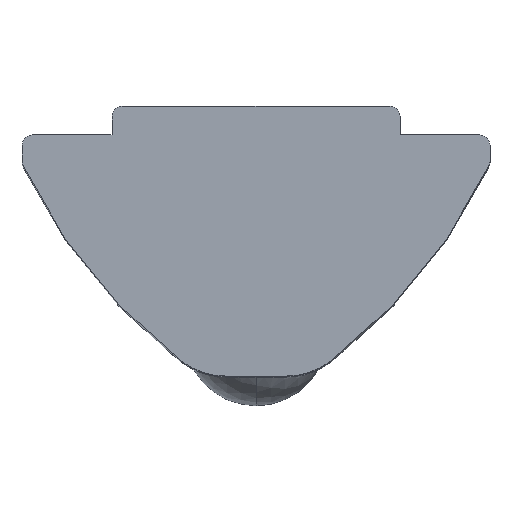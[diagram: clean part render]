
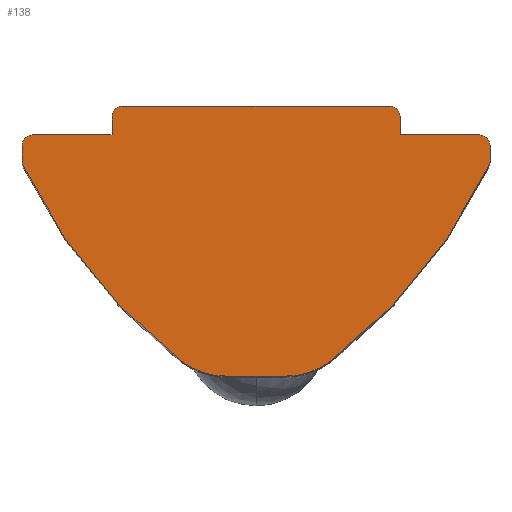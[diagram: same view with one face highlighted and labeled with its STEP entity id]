
A CAD part, top view. The second image highlights one B-rep face of the part: STEP entity #138.
In plain terms, the highlighted planar face has unit normal (0, 0, 1).
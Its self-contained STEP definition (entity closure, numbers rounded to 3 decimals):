
#21 = DIRECTION ( 'NONE',  ( 0., 0., 1. ) ) ;
#34 = ORIENTED_EDGE ( 'NONE', *, *, #565, .T. ) ;
#39 = CARTESIAN_POINT ( 'NONE',  ( -6.2, -1.1, 10.5 ) ) ;
#50 = VERTEX_POINT ( 'NONE', #184 ) ;
#57 = EDGE_CURVE ( 'NONE', #196, #1118, #1082, .T. ) ;
#60 = CARTESIAN_POINT ( 'NONE',  ( -6.5, -1.1, 10.5 ) ) ;
#62 = ORIENTED_EDGE ( 'NONE', *, *, #343, .T. ) ;
#63 = EDGE_CURVE ( 'NONE', #444, #981, #576, .T. ) ;
#69 = CIRCLE ( 'NONE', #1114, 0.3 ) ;
#83 = CARTESIAN_POINT ( 'NONE',  ( 4., -0.3, 10.5 ) ) ;
#90 = CARTESIAN_POINT ( 'NONE',  ( -6.2, -0.8, 10.5 ) ) ;
#92 = VECTOR ( 'NONE', #194, 1000. ) ;
#94 = EDGE_CURVE ( 'NONE', #387, #636, #535, .T. ) ;
#103 = VERTEX_POINT ( 'NONE', #645 ) ;
#104 = DIRECTION ( 'NONE',  ( 0., 0., 1. ) ) ;
#136 = DIRECTION ( 'NONE',  ( -1., 0., 0. ) ) ;
#138 = ADVANCED_FACE ( 'NONE', ( #296 ), #1070, .T. ) ;
#142 = DIRECTION ( 'NONE',  ( 0., 0., 1. ) ) ;
#144 = DIRECTION ( 'NONE',  ( 0., -1., 0. ) ) ;
#145 = AXIS2_PLACEMENT_3D ( 'NONE', #1000, #482, #383 ) ;
#154 = CARTESIAN_POINT ( 'NONE',  ( -4., -0.8, 10.5 ) ) ;
#157 = ORIENTED_EDGE ( 'NONE', *, *, #834, .T. ) ;
#180 = CARTESIAN_POINT ( 'NONE',  ( -2.065, -7.088, 10.5 ) ) ;
#184 = CARTESIAN_POINT ( 'NONE',  ( -6.471, -1.662, 10.5 ) ) ;
#194 = DIRECTION ( 'NONE',  ( -1., 0., 0. ) ) ;
#196 = VERTEX_POINT ( 'NONE', #154 ) ;
#197 = EDGE_CURVE ( 'NONE', #50, #444, #686, .T. ) ;
#209 = DIRECTION ( 'NONE',  ( 0., 0., 1. ) ) ;
#211 = DIRECTION ( 'NONE',  ( 0., 0., 1. ) ) ;
#212 = VERTEX_POINT ( 'NONE', #60 ) ;
#214 = VERTEX_POINT ( 'NONE', #1092 ) ;
#223 = ORIENTED_EDGE ( 'NONE', *, *, #1016, .T. ) ;
#232 = AXIS2_PLACEMENT_3D ( 'NONE', #641, #569, #550 ) ;
#243 = DIRECTION ( 'NONE',  ( 1., 0., 0. ) ) ;
#253 = AXIS2_PLACEMENT_3D ( 'NONE', #783, #964, #243 ) ;
#274 = DIRECTION ( 'NONE',  ( 1., 0., 0. ) ) ;
#279 = CARTESIAN_POINT ( 'NONE',  ( -4., -0.3, 10.5 ) ) ;
#296 = FACE_OUTER_BOUND ( 'NONE', #322, .T. ) ;
#321 = LINE ( 'NONE', #920, #413 ) ;
#322 = EDGE_LOOP ( 'NONE', ( #734, #34, #1066, #584, #450, #363, #811, #157, #223, #400, #62, #702, #657, #750, #759, #747, #1097, #1047 ) ) ;
#325 = CARTESIAN_POINT ( 'NONE',  ( 2.065, -7.088, 10.5 ) ) ;
#333 = AXIS2_PLACEMENT_3D ( 'NONE', #490, #142, #833 ) ;
#337 = DIRECTION ( 'NONE',  ( 0., -1., 0. ) ) ;
#338 = VERTEX_POINT ( 'NONE', #83 ) ;
#343 = EDGE_CURVE ( 'NONE', #1019, #492, #1089, .T. ) ;
#350 = AXIS2_PLACEMENT_3D ( 'NONE', #453, #443, #628 ) ;
#363 = ORIENTED_EDGE ( 'NONE', *, *, #94, .T. ) ;
#366 = DIRECTION ( 'NONE',  ( 0., 1., 0. ) ) ;
#373 = VECTOR ( 'NONE', #337, 1000. ) ;
#383 = DIRECTION ( 'NONE',  ( 1., 0., 0. ) ) ;
#387 = VERTEX_POINT ( 'NONE', #878 ) ;
#393 = AXIS2_PLACEMENT_3D ( 'NONE', #896, #21, #809 ) ;
#395 = CARTESIAN_POINT ( 'NONE',  ( 4., -0.8, 10.5 ) ) ;
#399 = CARTESIAN_POINT ( 'NONE',  ( -4., -0.8, 10.5 ) ) ;
#400 = ORIENTED_EDGE ( 'NONE', *, *, #749, .T. ) ;
#413 = VECTOR ( 'NONE', #136, 1000. ) ;
#417 = DIRECTION ( 'NONE',  ( 0., 1., 0. ) ) ;
#420 = LINE ( 'NONE', #690, #373 ) ;
#439 = CARTESIAN_POINT ( 'NONE',  ( -3.7, -0.3, 10.5 ) ) ;
#443 = DIRECTION ( 'NONE',  ( 0., 0., 1. ) ) ;
#444 = VERTEX_POINT ( 'NONE', #180 ) ;
#450 = ORIENTED_EDGE ( 'NONE', *, *, #503, .T. ) ;
#451 = CARTESIAN_POINT ( 'NONE',  ( -7.057, 4.82, 10.5 ) ) ;
#453 = CARTESIAN_POINT ( 'NONE',  ( 3.7, -0.3, 10.5 ) ) ;
#459 = LINE ( 'NONE', #395, #823 ) ;
#479 = CARTESIAN_POINT ( 'NONE',  ( -0.849, -5.5, 10.5 ) ) ;
#482 = DIRECTION ( 'NONE',  ( 0., 0., 1. ) ) ;
#489 = EDGE_CURVE ( 'NONE', #981, #103, #728, .T. ) ;
#490 = CARTESIAN_POINT ( 'NONE',  ( 7.057, 4.82, 10.5 ) ) ;
#492 = VERTEX_POINT ( 'NONE', #279 ) ;
#503 = EDGE_CURVE ( 'NONE', #1073, #387, #542, .T. ) ;
#512 = CIRCLE ( 'NONE', #145, 2. ) ;
#528 = DIRECTION ( 'NONE',  ( 0., 0., 1. ) ) ;
#535 = CIRCLE ( 'NONE', #899, 0.3 ) ;
#542 = LINE ( 'NONE', #639, #1131 ) ;
#545 = DIRECTION ( 'NONE',  ( 1., 0., 0. ) ) ;
#546 = EDGE_CURVE ( 'NONE', #752, #1139, #649, .T. ) ;
#548 = VERTEX_POINT ( 'NONE', #827 ) ;
#550 = DIRECTION ( 'NONE',  ( 1., 0., 0. ) ) ;
#553 = VECTOR ( 'NONE', #417, 1000. ) ;
#564 = CARTESIAN_POINT ( 'NONE',  ( 6.2, -1.1, 10.5 ) ) ;
#565 = EDGE_CURVE ( 'NONE', #103, #752, #512, .T. ) ;
#569 = DIRECTION ( 'NONE',  ( 0., 0., 1. ) ) ;
#571 = CARTESIAN_POINT ( 'NONE',  ( 6.2, -0.8, 10.5 ) ) ;
#576 = CIRCLE ( 'NONE', #826, 2. ) ;
#584 = ORIENTED_EDGE ( 'NONE', *, *, #1098, .T. ) ;
#603 = EDGE_CURVE ( 'NONE', #1118, #212, #69, .T. ) ;
#628 = DIRECTION ( 'NONE',  ( 1., 0., 0. ) ) ;
#636 = VERTEX_POINT ( 'NONE', #571 ) ;
#639 = CARTESIAN_POINT ( 'NONE',  ( 6.5, -0.8, 10.5 ) ) ;
#641 = CARTESIAN_POINT ( 'NONE',  ( -7.057, 4.82, 10.5 ) ) ;
#645 = CARTESIAN_POINT ( 'NONE',  ( 0.849, -7.5, 10.5 ) ) ;
#649 = CIRCLE ( 'NONE', #1083, 15. ) ;
#655 = AXIS2_PLACEMENT_3D ( 'NONE', #439, #528, #789 ) ;
#657 = ORIENTED_EDGE ( 'NONE', *, *, #57, .T. ) ;
#671 = EDGE_CURVE ( 'NONE', #636, #214, #459, .T. ) ;
#676 = VERTEX_POINT ( 'NONE', #1090 ) ;
#679 = LINE ( 'NONE', #1014, #970 ) ;
#686 = CIRCLE ( 'NONE', #333, 15. ) ;
#690 = CARTESIAN_POINT ( 'NONE',  ( -4., 0., 10.5 ) ) ;
#702 = ORIENTED_EDGE ( 'NONE', *, *, #822, .T. ) ;
#707 = CARTESIAN_POINT ( 'NONE',  ( 6.5, -1.532, 10.5 ) ) ;
#711 = EDGE_CURVE ( 'NONE', #548, #50, #949, .T. ) ;
#722 = CARTESIAN_POINT ( 'NONE',  ( -1.5, -7.5, 10.5 ) ) ;
#728 = LINE ( 'NONE', #722, #853 ) ;
#734 = ORIENTED_EDGE ( 'NONE', *, *, #489, .T. ) ;
#743 = DIRECTION ( 'NONE',  ( -1., 0., 0. ) ) ;
#747 = ORIENTED_EDGE ( 'NONE', *, *, #711, .T. ) ;
#749 = EDGE_CURVE ( 'NONE', #676, #1019, #321, .T. ) ;
#750 = ORIENTED_EDGE ( 'NONE', *, *, #603, .T. ) ;
#751 = LINE ( 'NONE', #767, #553 ) ;
#752 = VERTEX_POINT ( 'NONE', #325 ) ;
#759 = ORIENTED_EDGE ( 'NONE', *, *, #865, .T. ) ;
#767 = CARTESIAN_POINT ( 'NONE',  ( 4., 0., 10.5 ) ) ;
#783 = CARTESIAN_POINT ( 'NONE',  ( 6.2, -1.532, 10.5 ) ) ;
#789 = DIRECTION ( 'NONE',  ( 1., 0., 0. ) ) ;
#809 = DIRECTION ( 'NONE',  ( 1., 0., 0. ) ) ;
#811 = ORIENTED_EDGE ( 'NONE', *, *, #671, .T. ) ;
#819 = DIRECTION ( 'NONE',  ( 1., 0., 0. ) ) ;
#822 = EDGE_CURVE ( 'NONE', #492, #196, #420, .T. ) ;
#823 = VECTOR ( 'NONE', #743, 1000. ) ;
#824 = DIRECTION ( 'NONE',  ( 1., 0., 0. ) ) ;
#826 = AXIS2_PLACEMENT_3D ( 'NONE', #479, #1064, #824 ) ;
#827 = CARTESIAN_POINT ( 'NONE',  ( -6.5, -1.532, 10.5 ) ) ;
#833 = DIRECTION ( 'NONE',  ( 1., 0., 0. ) ) ;
#834 = EDGE_CURVE ( 'NONE', #214, #338, #751, .T. ) ;
#853 = VECTOR ( 'NONE', #1069, 1000. ) ;
#862 = CARTESIAN_POINT ( 'NONE',  ( -3.7, 0., 10.5 ) ) ;
#865 = EDGE_CURVE ( 'NONE', #212, #548, #679, .T. ) ;
#878 = CARTESIAN_POINT ( 'NONE',  ( 6.5, -1.1, 10.5 ) ) ;
#882 = CARTESIAN_POINT ( 'NONE',  ( -0.849, -7.5, 10.5 ) ) ;
#895 = CIRCLE ( 'NONE', #350, 0.3 ) ;
#896 = CARTESIAN_POINT ( 'NONE',  ( -6.2, -1.532, 10.5 ) ) ;
#899 = AXIS2_PLACEMENT_3D ( 'NONE', #564, #209, #274 ) ;
#920 = CARTESIAN_POINT ( 'NONE',  ( -4., 0., 10.5 ) ) ;
#949 = CIRCLE ( 'NONE', #393, 0.3 ) ;
#964 = DIRECTION ( 'NONE',  ( 0., 0., 1. ) ) ;
#970 = VECTOR ( 'NONE', #144, 1000. ) ;
#981 = VERTEX_POINT ( 'NONE', #882 ) ;
#1000 = CARTESIAN_POINT ( 'NONE',  ( 0.849, -5.5, 10.5 ) ) ;
#1014 = CARTESIAN_POINT ( 'NONE',  ( -6.5, -0.8, 10.5 ) ) ;
#1016 = EDGE_CURVE ( 'NONE', #338, #676, #895, .T. ) ;
#1019 = VERTEX_POINT ( 'NONE', #862 ) ;
#1047 = ORIENTED_EDGE ( 'NONE', *, *, #63, .T. ) ;
#1064 = DIRECTION ( 'NONE',  ( 0., 0., 1. ) ) ;
#1066 = ORIENTED_EDGE ( 'NONE', *, *, #546, .T. ) ;
#1069 = DIRECTION ( 'NONE',  ( 1., 0., 0. ) ) ;
#1070 = PLANE ( 'NONE',  #232 ) ;
#1073 = VERTEX_POINT ( 'NONE', #707 ) ;
#1082 = LINE ( 'NONE', #399, #92 ) ;
#1083 = AXIS2_PLACEMENT_3D ( 'NONE', #451, #104, #545 ) ;
#1089 = CIRCLE ( 'NONE', #655, 0.3 ) ;
#1090 = CARTESIAN_POINT ( 'NONE',  ( 3.7, 0., 10.5 ) ) ;
#1092 = CARTESIAN_POINT ( 'NONE',  ( 4., -0.8, 10.5 ) ) ;
#1097 = ORIENTED_EDGE ( 'NONE', *, *, #197, .T. ) ;
#1098 = EDGE_CURVE ( 'NONE', #1139, #1073, #1141, .T. ) ;
#1114 = AXIS2_PLACEMENT_3D ( 'NONE', #39, #211, #819 ) ;
#1118 = VERTEX_POINT ( 'NONE', #90 ) ;
#1131 = VECTOR ( 'NONE', #366, 1000. ) ;
#1132 = CARTESIAN_POINT ( 'NONE',  ( 6.471, -1.662, 10.5 ) ) ;
#1139 = VERTEX_POINT ( 'NONE', #1132 ) ;
#1141 = CIRCLE ( 'NONE', #253, 0.3 ) ;
